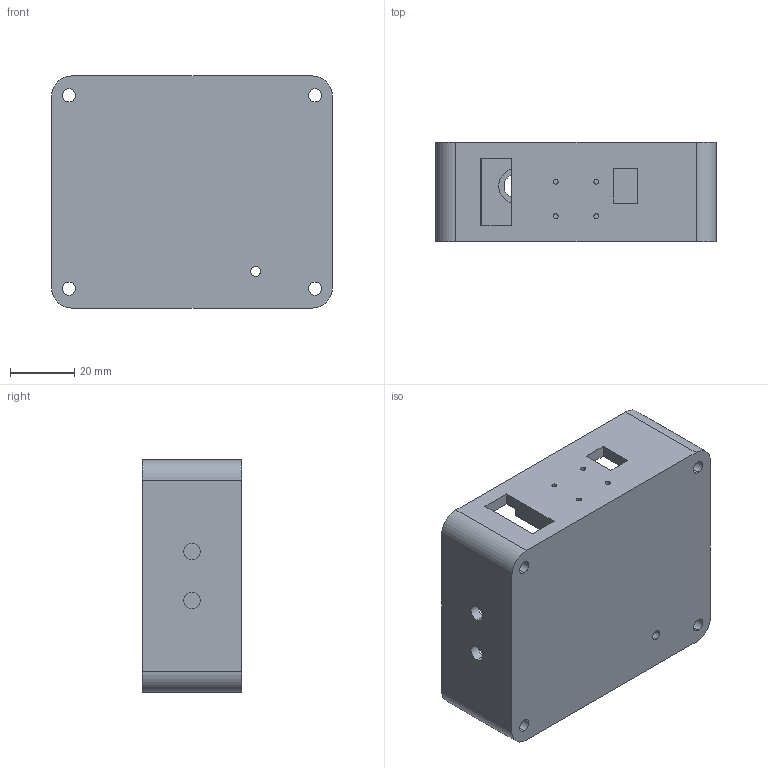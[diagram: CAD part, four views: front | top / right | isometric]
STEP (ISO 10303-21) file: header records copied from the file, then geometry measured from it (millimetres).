
FILE_DESCRIPTION (( 'STEP AP214' ), '1' );
FILE_NAME ('base.STEP', '2018-06-03T21:18:17', ( 'hobbes' ), ( '' ), 'SwSTEP 2.0', 'SolidWorks 2013', '' );
FILE_SCHEMA (( 'AUTOMOTIVE_DESIGN' ));
Length unit declared in the file: inch
Products named in the file (1): base
Bounding box: 87.54 x 31 x 72.39 mm (x, y, z)
Volume: 65182.4 mm3; surface area: 34610 mm2
Topology: 1 solids, 1 shells, 157 faces, 417 edges, 276 vertices
Faces by surface type: plane 105, cylinder 52
Entity records: 4951 total; most frequent: CARTESIAN_POINT 851, DIRECTION 837, ORIENTED_EDGE 834, EDGE_CURVE 417, VECTOR 313, LINE 313, VERTEX_POINT 276, AXIS2_PLACEMENT_3D 262
